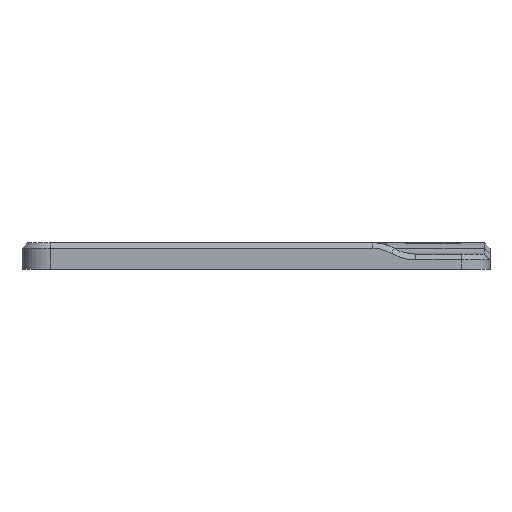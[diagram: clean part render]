
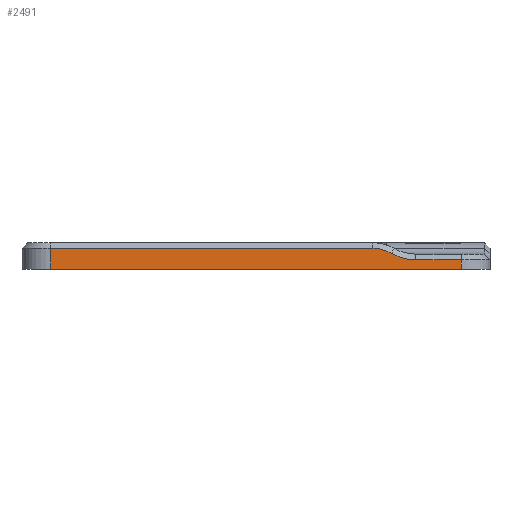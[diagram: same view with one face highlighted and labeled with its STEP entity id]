
A CAD part, left-side view. The second image highlights one B-rep face of the part: STEP entity #2491.
In plain terms, the highlighted planar face has unit normal (-1, 0, 0).
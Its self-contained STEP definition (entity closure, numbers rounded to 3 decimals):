
#75=PLANE('',#2747);
#178=FACE_OUTER_BOUND('',#330,.T.);
#330=EDGE_LOOP('',(#2031,#2032,#2033,#2034,#2035,#2036,#2037));
#503=LINE('',#3994,#738);
#518=LINE('',#4037,#753);
#522=LINE('',#4054,#757);
#556=LINE('',#4174,#791);
#557=LINE('',#4175,#792);
#738=VECTOR('',#3205,10.);
#753=VECTOR('',#3246,10.);
#757=VECTOR('',#3264,10.);
#791=VECTOR('',#3370,10.);
#792=VECTOR('',#3371,10.);
#949=CIRCLE('',#2706,17.);
#951=CIRCLE('',#2709,13.);
#1132=VERTEX_POINT('',#3979);
#1139=VERTEX_POINT('',#3992);
#1152=VERTEX_POINT('',#4029);
#1154=VERTEX_POINT('',#4035);
#1155=VERTEX_POINT('',#4039);
#1157=VERTEX_POINT('',#4045);
#1159=VERTEX_POINT('',#4051);
#1424=EDGE_CURVE('',#1132,#1139,#503,.T.);
#1446=EDGE_CURVE('',#1152,#1154,#518,.T.);
#1448=EDGE_CURVE('',#1154,#1155,#949,.T.);
#1451=EDGE_CURVE('',#1155,#1157,#951,.T.);
#1454=EDGE_CURVE('',#1157,#1159,#522,.T.);
#1517=EDGE_CURVE('',#1159,#1132,#556,.T.);
#1518=EDGE_CURVE('',#1139,#1152,#557,.T.);
#2031=ORIENTED_EDGE('',*,*,#1454,.T.);
#2032=ORIENTED_EDGE('',*,*,#1517,.T.);
#2033=ORIENTED_EDGE('',*,*,#1424,.T.);
#2034=ORIENTED_EDGE('',*,*,#1518,.T.);
#2035=ORIENTED_EDGE('',*,*,#1446,.T.);
#2036=ORIENTED_EDGE('',*,*,#1448,.T.);
#2037=ORIENTED_EDGE('',*,*,#1451,.T.);
#2491=ADVANCED_FACE('',(#178),#75,.F.);
#2706=AXIS2_PLACEMENT_3D('',#4042,#3250,#3251);
#2709=AXIS2_PLACEMENT_3D('',#4048,#3257,#3258);
#2747=AXIS2_PLACEMENT_3D('',#4173,#3368,#3369);
#3205=DIRECTION('',(0.,-1.,0.));
#3246=DIRECTION('',(0.,1.,0.));
#3250=DIRECTION('center_axis',(1.,0.,0.));
#3251=DIRECTION('ref_axis',(0.,0.68,-0.733));
#3257=DIRECTION('center_axis',(-1.,0.,0.));
#3258=DIRECTION('ref_axis',(0.,-0.258,0.966));
#3264=DIRECTION('',(0.,1.,0.));
#3368=DIRECTION('center_axis',(1.,0.,0.));
#3369=DIRECTION('ref_axis',(0.,1.,0.));
#3370=DIRECTION('',(0.,0.,-1.));
#3371=DIRECTION('',(0.,0.,1.));
#3979=CARTESIAN_POINT('',(-134.3,24.288,0.));
#3992=CARTESIAN_POINT('',(-134.3,-119.537,0.));
#3994=CARTESIAN_POINT('',(-134.3,9.525,0.));
#4029=CARTESIAN_POINT('',(-134.3,-119.537,3.3));
#4035=CARTESIAN_POINT('',(-134.3,-103.535,3.3));
#4037=CARTESIAN_POINT('',(-134.3,-120.487,3.3));
#4039=CARTESIAN_POINT('',(-134.3,-95.054,5.567));
#4042=CARTESIAN_POINT('Origin',(-134.3,-103.535,20.3));
#4045=CARTESIAN_POINT('',(-134.3,-88.568,7.3));
#4048=CARTESIAN_POINT('Origin',(-134.3,-88.568,-5.7));
#4051=CARTESIAN_POINT('',(-134.3,24.288,7.3));
#4054=CARTESIAN_POINT('',(-134.3,-88.581,7.3));
#4173=CARTESIAN_POINT('Origin',(-134.3,-129.537,0.));
#4174=CARTESIAN_POINT('',(-134.3,24.288,0.));
#4175=CARTESIAN_POINT('',(-134.3,-119.537,0.));
